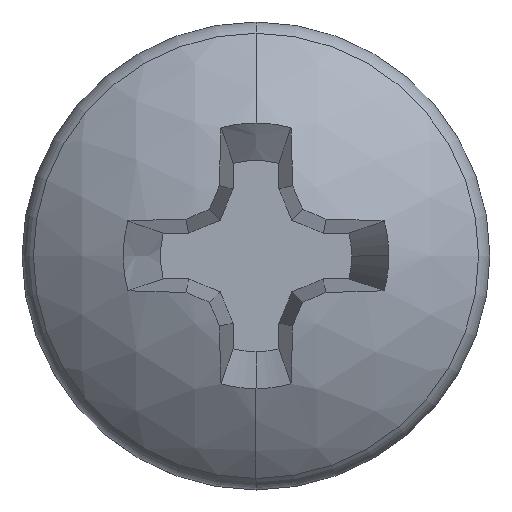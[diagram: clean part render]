
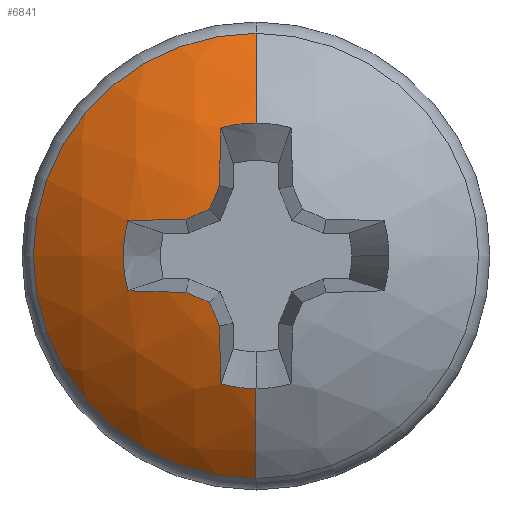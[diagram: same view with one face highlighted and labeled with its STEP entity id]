
A CAD part, top view. The second image highlights one B-rep face of the part: STEP entity #6841.
In plain terms, the highlighted spherical face has radius 3.501 mm.
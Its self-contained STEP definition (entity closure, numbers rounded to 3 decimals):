
#106 = CARTESIAN_POINT ( 'NONE',  ( -0.391, -0.748, 11.997 ) ) ;
#167 = CARTESIAN_POINT ( 'NONE',  ( 0., 2.379, 11.168 ) ) ;
#240 = CARTESIAN_POINT ( 'NONE',  ( -0.748, -0.391, 11.997 ) ) ;
#267 = DIRECTION ( 'NONE',  ( 0., 1., 0. ) ) ;
#269 = CARTESIAN_POINT ( 'NONE',  ( 0., 0., 8.599 ) ) ;
#285 = DIRECTION ( 'NONE',  ( -1., 0., 0. ) ) ;
#1645 = DIRECTION ( 'NONE',  ( 0., -1., 0. ) ) ;
#1646 = DIRECTION ( 'NONE',  ( 0., 0., 1. ) ) ;
#1648 = CARTESIAN_POINT ( 'NONE',  ( 0., 0., 11.168 ) ) ;
#1649 = DIRECTION ( 'NONE',  ( 0., -0.087, 0.996 ) ) ;
#1651 = DIRECTION ( 'NONE',  ( 0., 0.996, 0.087 ) ) ;
#1652 = CARTESIAN_POINT ( 'NONE',  ( 0., -0.093, 8.591 ) ) ;
#1655 = DIRECTION ( 'NONE',  ( 0.087, 0., -0.996 ) ) ;
#1656 = DIRECTION ( 'NONE',  ( 0.996, 0., 0.087 ) ) ;
#1657 = CARTESIAN_POINT ( 'NONE',  ( -0.093, 0., 8.591 ) ) ;
#1683 = DIRECTION ( 'NONE',  ( 0., 0., -1. ) ) ;
#1684 = DIRECTION ( 'NONE',  ( 1., 0., 0. ) ) ;
#1685 = CARTESIAN_POINT ( 'NONE',  ( 0., 0., 8.599 ) ) ;
#1687 = DIRECTION ( 'NONE',  ( 0., 1., 0. ) ) ;
#1688 = DIRECTION ( 'NONE',  ( 0., 0., 1. ) ) ;
#1689 = CARTESIAN_POINT ( 'NONE',  ( 0., 0., 11.799 ) ) ;
#2159 = CARTESIAN_POINT ( 'NONE',  ( -0.093, 0., 8.591 ) ) ;
#2160 = DIRECTION ( 'NONE',  ( 0.996, 0., 0.087 ) ) ;
#2161 = DIRECTION ( 'NONE',  ( 0.087, 0., -0.996 ) ) ;
#2176 = CARTESIAN_POINT ( 'NONE',  ( -0.133, 0.321, 8.568 ) ) ;
#2177 = DIRECTION ( 'NONE',  ( 0.381, -0.92, 0.087 ) ) ;
#2178 = DIRECTION ( 'NONE',  ( 0.924, 0.383, 0. ) ) ;
#2240 = CARTESIAN_POINT ( 'NONE',  ( -0.321, -0.133, 8.568 ) ) ;
#2241 = DIRECTION ( 'NONE',  ( 0.92, 0.381, 0.087 ) ) ;
#2242 = DIRECTION ( 'NONE',  ( -0.383, 0.924, 0. ) ) ;
#2481 = CARTESIAN_POINT ( 'NONE',  ( -0.374, 1.369, 11.799 ) ) ;
#2515 = CARTESIAN_POINT ( 'NONE',  ( -0.498, -0.498, 12.029 ) ) ;
#2519 = CARTESIAN_POINT ( 'NONE',  ( -1.369, -0.374, 11.799 ) ) ;
#2543 = CARTESIAN_POINT ( 'NONE',  ( -0.391, 0.748, 11.997 ) ) ;
#2550 = CARTESIAN_POINT ( 'NONE',  ( -0.374, -1.369, 11.799 ) ) ;
#2557 = CARTESIAN_POINT ( 'NONE',  ( -0.748, 0.391, 11.997 ) ) ;
#2580 = CARTESIAN_POINT ( 'NONE',  ( 0., -2.379, 11.168 ) ) ;
#2583 = CARTESIAN_POINT ( 'NONE',  ( -1.369, 0.374, 11.799 ) ) ;
#2585 = CARTESIAN_POINT ( 'NONE',  ( 0., -1.419, 11.799 ) ) ;
#2602 = CARTESIAN_POINT ( 'NONE',  ( -0.498, 0.498, 12.029 ) ) ;
#2604 = CARTESIAN_POINT ( 'NONE',  ( 0., 1.419, 11.799 ) ) ;
#3919 = EDGE_CURVE ( 'NONE', #6501, #6379, #5515, .T. ) ;
#3920 = EDGE_CURVE ( 'NONE', #7013, #6373, #5514, .T. ) ;
#3926 = EDGE_CURVE ( 'NONE', #6733, #6561, #5517, .T. ) ;
#3927 = EDGE_CURVE ( 'NONE', #6631, #6879, #5518, .T. ) ;
#3928 = EDGE_CURVE ( 'NONE', #7013, #6387, #5522, .T. ) ;
#3947 = EDGE_CURVE ( 'NONE', #7026, #6501, #5534, .T. ) ;
#3951 = EDGE_CURVE ( 'NONE', #6324, #6473, #5537, .T. ) ;
#3965 = EDGE_CURVE ( 'NONE', #6613, #7026, #5556, .T. ) ;
#3973 = EDGE_CURVE ( 'NONE', #6373, #6733, #5566, .T. ) ;
#3980 = EDGE_CURVE ( 'NONE', #6387, #6379, #5571, .T. ) ;
#3981 = EDGE_CURVE ( 'NONE', #6381, #6631, #5574, .T. ) ;
#3995 = EDGE_CURVE ( 'NONE', #6473, #6381, #5585, .T. ) ;
#4007 = EDGE_CURVE ( 'NONE', #6879, #6613, #5595, .T. ) ;
#4025 = EDGE_CURVE ( 'NONE', #6561, #6324, #5610, .T. ) ;
#4117 = SPHERICAL_SURFACE ( 'NONE', #6251, 3.501 ) ;
#4119 = FACE_OUTER_BOUND ( 'NONE', #4897, .T. ) ;
#4435 = DIRECTION ( 'NONE',  ( -1., 0., 0. ) ) ;
#4438 = DIRECTION ( 'NONE',  ( 0., 0., 1. ) ) ;
#4446 = CARTESIAN_POINT ( 'NONE',  ( 0., 0., 11.799 ) ) ;
#4452 = DIRECTION ( 'NONE',  ( 0., -1., 0. ) ) ;
#4468 = DIRECTION ( 'NONE',  ( -1., 0., 0. ) ) ;
#4474 = CARTESIAN_POINT ( 'NONE',  ( 0., 0., 8.599 ) ) ;
#4629 = DIRECTION ( 'NONE',  ( 0.383, 0.924, 0. ) ) ;
#4630 = DIRECTION ( 'NONE',  ( 0.92, -0.381, 0.087 ) ) ;
#4631 = CARTESIAN_POINT ( 'NONE',  ( -0.321, 0.133, 8.568 ) ) ;
#4752 = DIRECTION ( 'NONE',  ( -0.924, 0.383, 0. ) ) ;
#4753 = DIRECTION ( 'NONE',  ( 0.381, 0.92, 0.087 ) ) ;
#4754 = CARTESIAN_POINT ( 'NONE',  ( -0.133, -0.321, 8.568 ) ) ;
#4755 = DIRECTION ( 'NONE',  ( -1., 0., 0. ) ) ;
#4760 = DIRECTION ( 'NONE',  ( 0., 0., 1. ) ) ;
#4764 = CARTESIAN_POINT ( 'NONE',  ( 0., 0., 11.799 ) ) ;
#4851 = DIRECTION ( 'NONE',  ( 0., -0.087, -0.996 ) ) ;
#4852 = DIRECTION ( 'NONE',  ( 0., -0.996, 0.087 ) ) ;
#4853 = CARTESIAN_POINT ( 'NONE',  ( 0., 0.093, 8.591 ) ) ;
#4897 = EDGE_LOOP ( 'NONE', ( #6693, #6852, #6797, #6531, #6331, #6762, #6354, #6582, #6712, #6504, #6464, #6768, #6485, #6325 ) ) ;
#5514 = CIRCLE ( 'NONE', #6133, 3.501 ) ;
#5515 = CIRCLE ( 'NONE', #6132, 1.419 ) ;
#5517 = CIRCLE ( 'NONE', #6136, 3.5 ) ;
#5518 = CIRCLE ( 'NONE', #6137, 3.5 ) ;
#5522 = CIRCLE ( 'NONE', #6138, 2.379 ) ;
#5534 = CIRCLE ( 'NONE', #6140, 3.5 ) ;
#5537 = CIRCLE ( 'NONE', #6142, 3.484 ) ;
#5556 = CIRCLE ( 'NONE', #6143, 3.484 ) ;
#5566 = CIRCLE ( 'NONE', #6144, 1.419 ) ;
#5571 = CIRCLE ( 'NONE', #6147, 3.501 ) ;
#5574 = CIRCLE ( 'NONE', #6148, 1.419 ) ;
#5585 = CIRCLE ( 'NONE', #6150, 3.5 ) ;
#5595 = CIRCLE ( 'NONE', #6156, 3.484 ) ;
#5610 = CIRCLE ( 'NONE', #6158, 3.484 ) ;
#6132 = AXIS2_PLACEMENT_3D ( 'NONE', #1689, #1688, #1687 ) ;
#6133 = AXIS2_PLACEMENT_3D ( 'NONE', #1685, #1684, #1683 ) ;
#6136 = AXIS2_PLACEMENT_3D ( 'NONE', #1657, #1656, #1655 ) ;
#6137 = AXIS2_PLACEMENT_3D ( 'NONE', #1652, #1651, #1649 ) ;
#6138 = AXIS2_PLACEMENT_3D ( 'NONE', #1648, #1646, #1645 ) ;
#6140 = AXIS2_PLACEMENT_3D ( 'NONE', #2159, #2160, #2161 ) ;
#6142 = AXIS2_PLACEMENT_3D ( 'NONE', #2176, #2177, #2178 ) ;
#6143 = AXIS2_PLACEMENT_3D ( 'NONE', #2240, #2241, #2242 ) ;
#6144 = AXIS2_PLACEMENT_3D ( 'NONE', #4764, #4760, #4755 ) ;
#6147 = AXIS2_PLACEMENT_3D ( 'NONE', #4474, #4468, #4452 ) ;
#6148 = AXIS2_PLACEMENT_3D ( 'NONE', #4446, #4438, #4435 ) ;
#6150 = AXIS2_PLACEMENT_3D ( 'NONE', #4853, #4852, #4851 ) ;
#6156 = AXIS2_PLACEMENT_3D ( 'NONE', #4754, #4753, #4752 ) ;
#6158 = AXIS2_PLACEMENT_3D ( 'NONE', #4631, #4630, #4629 ) ;
#6251 = AXIS2_PLACEMENT_3D ( 'NONE', #269, #285, #267 ) ;
#6324 = VERTEX_POINT ( 'NONE', #2602 ) ;
#6325 = ORIENTED_EDGE ( 'NONE', *, *, #3920, .F. ) ;
#6331 = ORIENTED_EDGE ( 'NONE', *, *, #3965, .F. ) ;
#6354 = ORIENTED_EDGE ( 'NONE', *, *, #3927, .F. ) ;
#6373 = VERTEX_POINT ( 'NONE', #2604 ) ;
#6379 = VERTEX_POINT ( 'NONE', #2585 ) ;
#6381 = VERTEX_POINT ( 'NONE', #2583 ) ;
#6387 = VERTEX_POINT ( 'NONE', #2580 ) ;
#6464 = ORIENTED_EDGE ( 'NONE', *, *, #4025, .F. ) ;
#6473 = VERTEX_POINT ( 'NONE', #2557 ) ;
#6485 = ORIENTED_EDGE ( 'NONE', *, *, #3973, .F. ) ;
#6501 = VERTEX_POINT ( 'NONE', #2550 ) ;
#6504 = ORIENTED_EDGE ( 'NONE', *, *, #3951, .F. ) ;
#6531 = ORIENTED_EDGE ( 'NONE', *, *, #3947, .F. ) ;
#6561 = VERTEX_POINT ( 'NONE', #2543 ) ;
#6582 = ORIENTED_EDGE ( 'NONE', *, *, #3981, .F. ) ;
#6613 = VERTEX_POINT ( 'NONE', #2515 ) ;
#6631 = VERTEX_POINT ( 'NONE', #2519 ) ;
#6693 = ORIENTED_EDGE ( 'NONE', *, *, #3928, .T. ) ;
#6712 = ORIENTED_EDGE ( 'NONE', *, *, #3995, .F. ) ;
#6733 = VERTEX_POINT ( 'NONE', #2481 ) ;
#6762 = ORIENTED_EDGE ( 'NONE', *, *, #4007, .F. ) ;
#6768 = ORIENTED_EDGE ( 'NONE', *, *, #3926, .F. ) ;
#6797 = ORIENTED_EDGE ( 'NONE', *, *, #3919, .F. ) ;
#6841 = ADVANCED_FACE ( 'NONE', ( #4119 ), #4117, .T. ) ;
#6852 = ORIENTED_EDGE ( 'NONE', *, *, #3980, .T. ) ;
#6879 = VERTEX_POINT ( 'NONE', #240 ) ;
#7013 = VERTEX_POINT ( 'NONE', #167 ) ;
#7026 = VERTEX_POINT ( 'NONE', #106 ) ;
